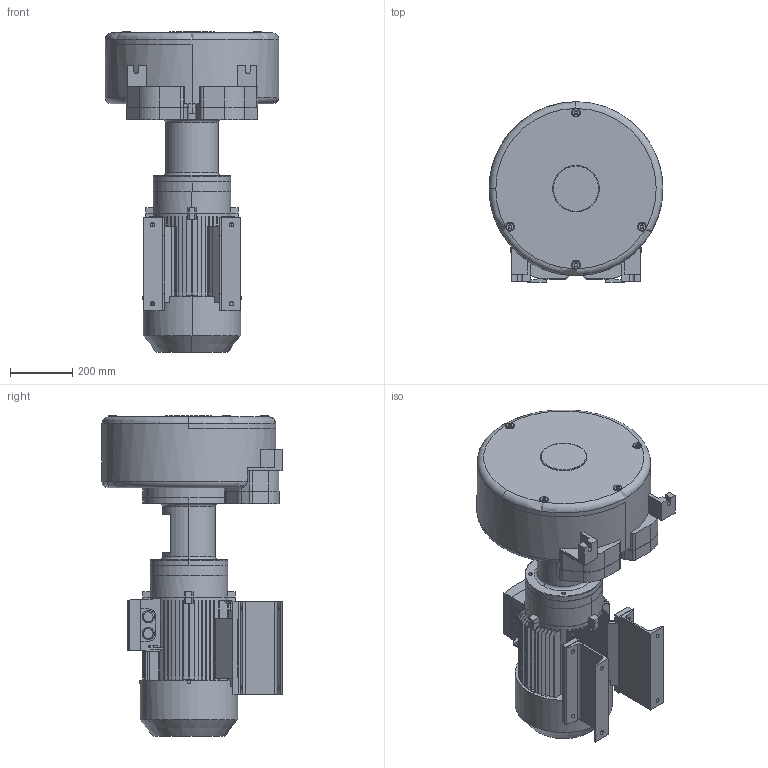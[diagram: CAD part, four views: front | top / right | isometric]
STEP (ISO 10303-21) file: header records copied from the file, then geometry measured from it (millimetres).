
FILE_DESCRIPTION((''),'2;1');
FILE_NAME('MD-001437_ASM','2014-03-26T',('rnennstiel'),('vacuvane vacuum technology gmbh'),'PRO/ENGINEER BY PARAMETRIC TECHNOLOGY CORPORATION, 2010140','PRO/ENGINEER BY PARAMETRIC TECHNOLOGY CORPORATION, 2010140','');
FILE_SCHEMA(('AUTOMOTIVE_DESIGN_CC2 { 1 2 10303 214 -1 1 5 2 }'));
Length unit declared in the file: millimetre
Products named in the file (8): MD-001214; MD-001135; MD-000995; MD-000996; MD-001103; MD-001198; MD-001199_ASM; MD-001437_ASM
Assembly tree (9 placements, depth 3):
  MD-001437_ASM
    MD-001214
    MD-001135  x2
    MD-000995
    MD-000996
    MD-001103
    MD-001199_ASM
      MD-001198  x2
Bounding box: 560 x 580 x 1031.55 mm (x, y, z)
Volume: 98850578.8 mm3; surface area: 3263039.1 mm2
Topology: 8 solids, 20 shells, 1058 faces, 2887 edges, 1889 vertices
Faces by surface type: plane 525, cylinder 364, cone 150, torus 17, bspline 2
Entity records: 48873 total; most frequent: CARTESIAN_POINT 17044, DIRECTION 5443, ORIENTED_EDGE 5442, EDGE_CURVE 2739, AXIS2_PLACEMENT_3D 1960, VERTEX_POINT 1801, VECTOR 1523, LINE 1523
